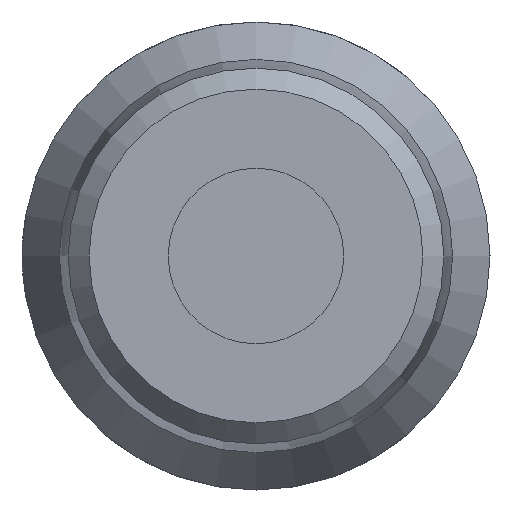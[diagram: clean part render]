
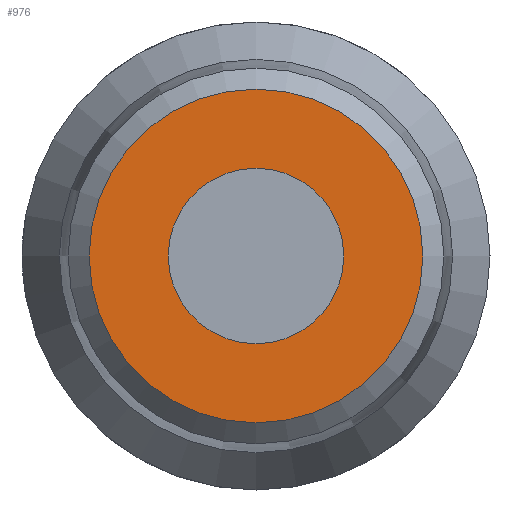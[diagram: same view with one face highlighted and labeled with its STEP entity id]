
A CAD part, left-side view. The second image highlights one B-rep face of the part: STEP entity #976.
In plain terms, the highlighted planar face has unit normal (-1, 0, 0).
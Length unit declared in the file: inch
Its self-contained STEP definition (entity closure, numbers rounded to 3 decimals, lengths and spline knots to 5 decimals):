
#949=CARTESIAN_POINT('',(0.,0.34006,0.0));
#950=DIRECTION('',(-1.0,0.0,0.0));
#951=DIRECTION('',(0.0,0.0,1.0));
#952=AXIS2_PLACEMENT_3D('',#949,#950,#951);
#953=PLANE('',#952);
#954=CARTESIAN_POINT('',(0.,0.44575,0.0));
#955=VERTEX_POINT('',#954);
#956=CARTESIAN_POINT('',(0.,0.0,0.0));
#957=DIRECTION('',(1.0,0.0,0.0));
#958=DIRECTION('',(0.0,1.0,0.0));
#959=AXIS2_PLACEMENT_3D('',#956,#957,#958);
#960=CIRCLE('',#959,0.44575);
#961=EDGE_CURVE('',#955,#955,#960,.T.);
#962=ORIENTED_EDGE('',*,*,#961,.F.);
#963=EDGE_LOOP('',(#962));
#964=FACE_OUTER_BOUND('',#963,.T.);
#965=CARTESIAN_POINT('',(0.0,0.23438,0.0));
#966=VERTEX_POINT('',#965);
#967=CARTESIAN_POINT('',(0.0,0.0,0.0));
#968=DIRECTION('',(1.0,0.0,0.0));
#969=DIRECTION('',(0.0,1.0,0.0));
#970=AXIS2_PLACEMENT_3D('',#967,#968,#969);
#971=CIRCLE('',#970,0.23438);
#972=EDGE_CURVE('',#966,#966,#971,.T.);
#973=ORIENTED_EDGE('',*,*,#972,.T.);
#974=EDGE_LOOP('',(#973));
#975=FACE_BOUND('',#974,.T.);
#976=ADVANCED_FACE('',(#964,#975),#953,.T.);
